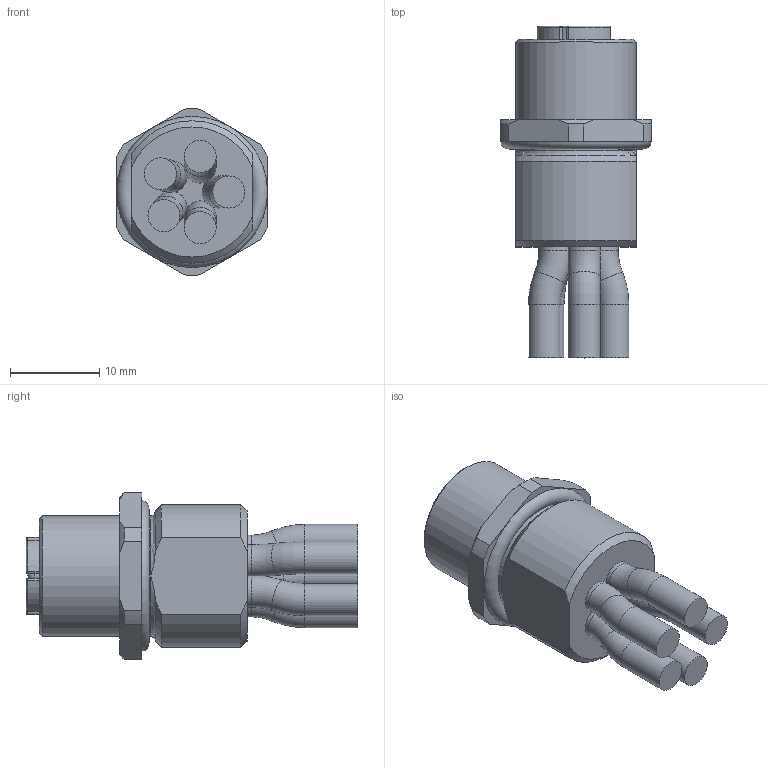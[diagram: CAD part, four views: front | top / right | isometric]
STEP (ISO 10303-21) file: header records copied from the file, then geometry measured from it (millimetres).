
FILE_DESCRIPTION(/* description */ (''),/* implementation_level */ '2;1');
FILE_NAME(/* name */ 'PL-FVM12KU5-m_M16_S5025.stp',/* time_stamp */ '2019-06-05T12:52:52+02:00',/* author */ (''),/* organization */ (''),/* preprocessor_version */ 'ST-DEVELOPER v16',/* originating_system */ 'SIEMENS PLM Software NX 10.0',/* authorisation */ '');
FILE_SCHEMA (('AUTOMOTIVE_DESIGN { 1 0 10303 214 3 1 1 1 }'));
Length unit declared in the file: millimetre
Products named in the file (1): 5030481__Flanschgehaeuse_part_327381
Bounding box: 17 x 37.25 x 18.69 mm (x, y, z)
Volume: 4457.6 mm3; surface area: 2984.6 mm2
Topology: 1 solids, 2 shells, 237 faces, 599 edges, 369 vertices
Faces by surface type: plane 94, cylinder 65, torus 26, extrusion 25, cone 15, sphere 12
Full cylindrical faces by diameter (mm): 1.5 x1, 1.6 x4, 3.6 x5, 10.985 x1, 12.3 x1, 13.5 x2
Entity records: 7261 total; most frequent: CARTESIAN_POINT 1992, ORIENTED_EDGE 1078, DIRECTION 1018, EDGE_CURVE 539, AXIS2_PLACEMENT_3D 395, VERTEX_POINT 359, EDGE_LOOP 286, ADVANCED_FACE 237
